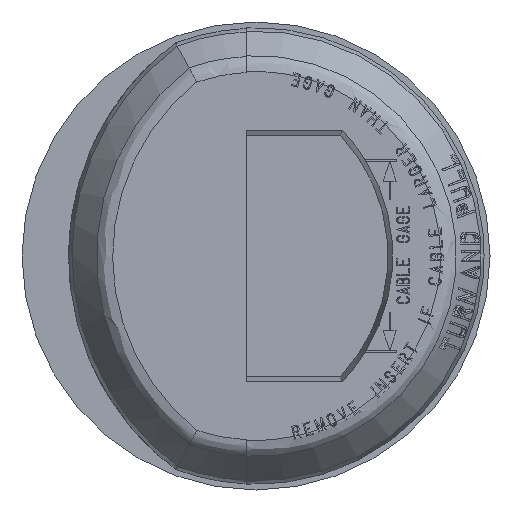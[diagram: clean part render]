
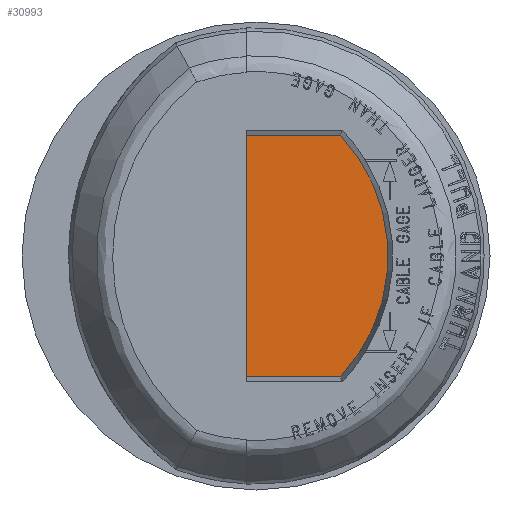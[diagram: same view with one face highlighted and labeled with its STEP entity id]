
A CAD part, left-side view. The second image highlights one B-rep face of the part: STEP entity #30993.
In plain terms, the highlighted planar face has unit normal (-1, 0, 0).
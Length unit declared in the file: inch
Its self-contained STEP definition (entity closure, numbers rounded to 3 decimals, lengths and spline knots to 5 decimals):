
#3304 = CARTESIAN_POINT ( 'NONE',  ( -2.344, 0.215, 0. ) ) ;
#4908 = VECTOR ( 'NONE', #11116, 39.37008 ) ;
#5087 = CARTESIAN_POINT ( 'NONE',  ( -2.344, 0.047, 0.575 ) ) ;
#5891 = VECTOR ( 'NONE', #26544, 39.37008 ) ;
#7274 = CARTESIAN_POINT ( 'NONE',  ( -2.344, 0.047, -0.575 ) ) ;
#7752 = VERTEX_POINT ( 'NONE', #5087 ) ;
#8420 = PLANE ( 'NONE',  #9280 ) ;
#8776 = VECTOR ( 'NONE', #20519, 39.37008 ) ;
#8807 = EDGE_CURVE ( 'NONE', #7752, #21498, #25206, .T. ) ;
#9280 = AXIS2_PLACEMENT_3D ( 'NONE', #15147, #21905, #25207 ) ;
#10269 = EDGE_CURVE ( 'NONE', #25997, #21498, #23956, .T. ) ;
#11116 = DIRECTION ( 'NONE',  ( 0., 0., 1. ) ) ;
#11704 = EDGE_LOOP ( 'NONE', ( #36829, #19957, #41879, #21378 ) ) ;
#15147 = CARTESIAN_POINT ( 'NONE',  ( -2.344, 0.437, 0.02432 ) ) ;
#15682 = VERTEX_POINT ( 'NONE', #27548 ) ;
#18726 = EDGE_CURVE ( 'NONE', #15682, #7752, #25962, .T. ) ;
#19941 = DIRECTION ( 'NONE',  ( -1., 0., 0. ) ) ;
#19957 = ORIENTED_EDGE ( 'NONE', *, *, #18726, .F. ) ;
#20519 = DIRECTION ( 'NONE',  ( 0., -1., 0. ) ) ;
#20927 = CARTESIAN_POINT ( 'NONE',  ( -2.344, 0.047, 0.575 ) ) ;
#21378 = ORIENTED_EDGE ( 'NONE', *, *, #10269, .T. ) ;
#21498 = VERTEX_POINT ( 'NONE', #28346 ) ;
#21905 = DIRECTION ( 'NONE',  ( -1., 0., 0. ) ) ;
#22087 = FACE_OUTER_BOUND ( 'NONE', #11704, .T. ) ;
#23118 = DIRECTION ( 'NONE',  ( 0., 0., 1. ) ) ;
#23956 = CIRCLE ( 'NONE', #34622, 0.843 ) ;
#23962 = CARTESIAN_POINT ( 'NONE',  ( -2.344, -0.40146, -0.575 ) ) ;
#25206 = LINE ( 'NONE', #20927, #8776 ) ;
#25207 = DIRECTION ( 'NONE',  ( 0., 0., 1. ) ) ;
#25962 = LINE ( 'NONE', #40844, #4908 ) ;
#25997 = VERTEX_POINT ( 'NONE', #23962 ) ;
#26544 = DIRECTION ( 'NONE',  ( 0., 1., 0. ) ) ;
#27548 = CARTESIAN_POINT ( 'NONE',  ( -2.344, 0.047, -0.575 ) ) ;
#28346 = CARTESIAN_POINT ( 'NONE',  ( -2.344, -0.40146, 0.575 ) ) ;
#30993 = ADVANCED_FACE ( 'NONE', ( #22087 ), #8420, .T. ) ;
#32167 = LINE ( 'NONE', #7274, #5891 ) ;
#32347 = EDGE_CURVE ( 'NONE', #25997, #15682, #32167, .T. ) ;
#34622 = AXIS2_PLACEMENT_3D ( 'NONE', #3304, #19941, #23118 ) ;
#36829 = ORIENTED_EDGE ( 'NONE', *, *, #8807, .F. ) ;
#40844 = CARTESIAN_POINT ( 'NONE',  ( -2.344, 0.047, -0.78184 ) ) ;
#41879 = ORIENTED_EDGE ( 'NONE', *, *, #32347, .F. ) ;
